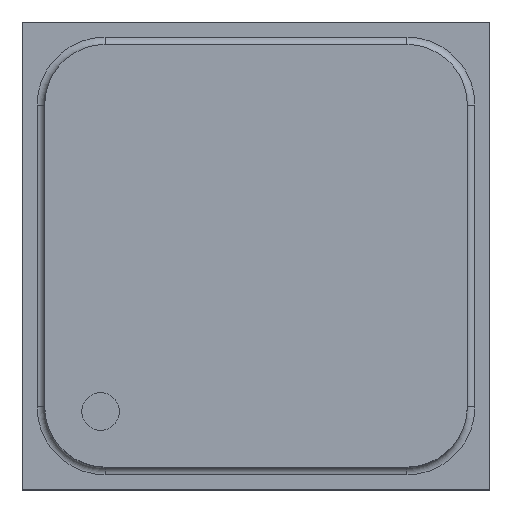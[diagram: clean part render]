
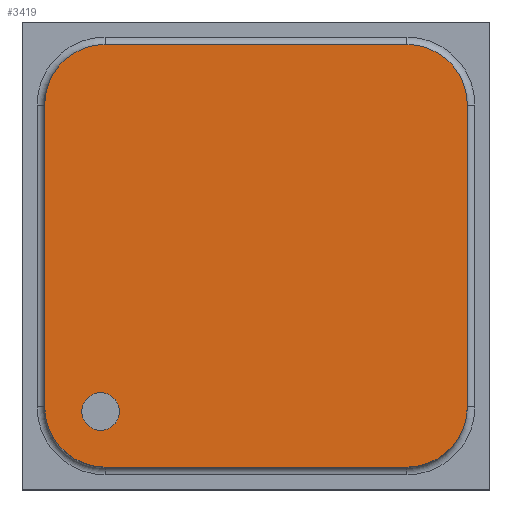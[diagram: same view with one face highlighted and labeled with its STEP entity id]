
A CAD part, top view. The second image highlights one B-rep face of the part: STEP entity #3419.
In plain terms, the highlighted planar face has unit normal (0, 0, 1).
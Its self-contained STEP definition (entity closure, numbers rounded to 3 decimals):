
#3027=VERTEX_POINT('NONE',#3028);
#3028=CARTESIAN_POINT('',(-5.773,-5.159,6.3));
#3034=EDGE_CURVE('NONE',#3027,#3035,#3037,.T.);
#3035=VERTEX_POINT('NONE',#3036);
#3036=CARTESIAN_POINT('',(-4.523,-5.159,6.3));
#3037=CIRCLE('',#3038,0.625);
#3038=AXIS2_PLACEMENT_3D('',#3039,#3040,#3041);
#3039=CARTESIAN_POINT('',(-5.148,-5.159,6.3));
#3040=DIRECTION('',(0.0,0.0,1.0));
#3041=DIRECTION('',(1.0,0.0,0.0));
#3264=VERTEX_POINT('NONE',#3265);
#3265=CARTESIAN_POINT('',(7.0,-5.0,6.3));
#3282=VERTEX_POINT('NONE',#3283);
#3283=CARTESIAN_POINT('',(7.0,5.0,6.3));
#3289=EDGE_CURVE('NONE',#3282,#3264,#3290,.F.);
#3290=LINE('',#3291,#3292);
#3291=CARTESIAN_POINT('',(7.0,7.0,6.3));
#3292=VECTOR('',#3293,1.0);
#3293=DIRECTION('',(0.0,1.0,0.0));
#3304=VERTEX_POINT('NONE',#3305);
#3305=CARTESIAN_POINT('',(5.0,7.0,6.3));
#3322=VERTEX_POINT('NONE',#3323);
#3323=CARTESIAN_POINT('',(-5.0,7.0,6.3));
#3329=EDGE_CURVE('NONE',#3322,#3304,#3330,.F.);
#3330=LINE('',#3331,#3332);
#3331=CARTESIAN_POINT('',(-7.0,7.0,6.3));
#3332=VECTOR('',#3333,1.0);
#3333=DIRECTION('',(-1.0,0.0,0.0));
#3344=VERTEX_POINT('NONE',#3345);
#3345=CARTESIAN_POINT('',(-7.0,5.0,6.3));
#3362=VERTEX_POINT('NONE',#3363);
#3363=CARTESIAN_POINT('',(-7.0,-5.0,6.3));
#3369=EDGE_CURVE('NONE',#3362,#3344,#3370,.F.);
#3370=LINE('',#3371,#3372);
#3371=CARTESIAN_POINT('',(-7.0,7.0,6.3));
#3372=VECTOR('',#3373,1.0);
#3373=DIRECTION('',(0.,-1.0,0.0));
#3384=VERTEX_POINT('NONE',#3385);
#3385=CARTESIAN_POINT('',(-5.0,-7.0,6.3));
#3402=VERTEX_POINT('NONE',#3403);
#3403=CARTESIAN_POINT('',(5.0,-7.0,6.3));
#3409=EDGE_CURVE('NONE',#3402,#3384,#3410,.F.);
#3410=LINE('',#3411,#3412);
#3411=CARTESIAN_POINT('',(-7.0,-7.0,6.3));
#3412=VECTOR('',#3413,1.0);
#3413=DIRECTION('',(1.0,0.0,0.0));
#3419=ADVANCED_FACE('NONE',(#3420,#3430),#3464,.T.);
#3420=FACE_BOUND('NONE',#3421,.T.);
#3421=EDGE_LOOP('',(#3422,#3429));
#3422=ORIENTED_EDGE('',*,*,#3423,.T.);
#3423=EDGE_CURVE('NONE',#3027,#3035,#3424,.F.);
#3424=CIRCLE('',#3425,0.625);
#3425=AXIS2_PLACEMENT_3D('',#3426,#3427,#3428);
#3426=CARTESIAN_POINT('',(-5.148,-5.159,6.3));
#3427=DIRECTION('',(0.0,0.0,1.0));
#3428=DIRECTION('',(1.0,0.0,0.0));
#3429=ORIENTED_EDGE('',*,*,#3034,.F.);
#3430=FACE_BOUND('NONE',#3431,.T.);
#3431=EDGE_LOOP('',(#3432,#3433,#3440,#3441,#3448,#3449,#3456,#3457));
#3432=ORIENTED_EDGE('',*,*,#3329,.F.);
#3433=ORIENTED_EDGE('',*,*,#3434,.T.);
#3434=EDGE_CURVE('NONE',#3322,#3344,#3435,.T.);
#3435=CIRCLE('',#3436,2.0);
#3436=AXIS2_PLACEMENT_3D('',#3437,#3438,#3439);
#3437=CARTESIAN_POINT('',(-5.0,5.0,6.3));
#3438=DIRECTION('',(0.0,0.0,1.0));
#3439=DIRECTION('',(1.0,0.0,0.0));
#3440=ORIENTED_EDGE('',*,*,#3369,.F.);
#3441=ORIENTED_EDGE('',*,*,#3442,.T.);
#3442=EDGE_CURVE('NONE',#3362,#3384,#3443,.T.);
#3443=CIRCLE('',#3444,2.0);
#3444=AXIS2_PLACEMENT_3D('',#3445,#3446,#3447);
#3445=CARTESIAN_POINT('',(-5.0,-5.0,6.3));
#3446=DIRECTION('',(0.0,0.0,1.0));
#3447=DIRECTION('',(1.0,0.0,0.0));
#3448=ORIENTED_EDGE('',*,*,#3409,.F.);
#3449=ORIENTED_EDGE('',*,*,#3450,.T.);
#3450=EDGE_CURVE('NONE',#3402,#3264,#3451,.T.);
#3451=CIRCLE('',#3452,2.0);
#3452=AXIS2_PLACEMENT_3D('',#3453,#3454,#3455);
#3453=CARTESIAN_POINT('',(5.0,-5.0,6.3));
#3454=DIRECTION('',(0.0,0.0,1.0));
#3455=DIRECTION('',(1.0,0.0,0.0));
#3456=ORIENTED_EDGE('',*,*,#3289,.F.);
#3457=ORIENTED_EDGE('',*,*,#3458,.T.);
#3458=EDGE_CURVE('NONE',#3282,#3304,#3459,.T.);
#3459=CIRCLE('',#3460,2.0);
#3460=AXIS2_PLACEMENT_3D('',#3461,#3462,#3463);
#3461=CARTESIAN_POINT('',(5.0,5.0,6.3));
#3462=DIRECTION('',(0.0,0.0,1.0));
#3463=DIRECTION('',(1.0,0.0,0.0));
#3464=PLANE('',#3465);
#3465=AXIS2_PLACEMENT_3D('',#3466,#3467,#3468);
#3466=CARTESIAN_POINT('',(0.0,0.0,6.3));
#3467=DIRECTION('',(0.0,0.0,1.0));
#3468=DIRECTION('',(1.0,0.0,0.0));
